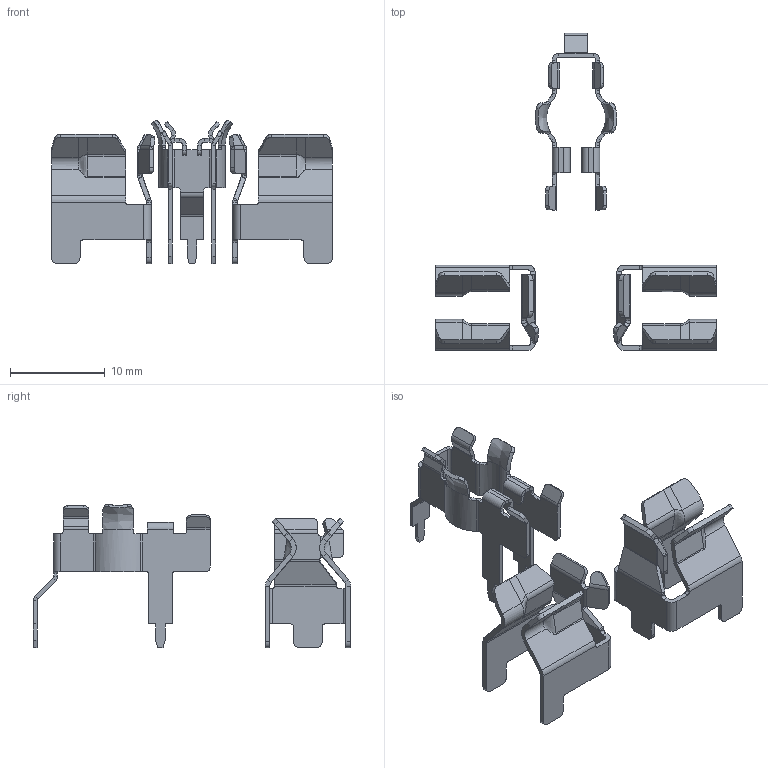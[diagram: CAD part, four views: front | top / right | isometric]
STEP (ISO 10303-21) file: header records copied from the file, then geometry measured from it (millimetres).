
FILE_DESCRIPTION (( 'STEP AP214' ), '1' );
FILE_NAME ('WSO-RM.V01_Copper Contact Full.STEP', '2018-12-21T08:58:09', ( '' ), ( '' ), 'SwSTEP 2.0', 'SolidWorks 2018', '' );
FILE_SCHEMA (( 'AUTOMOTIVE_DESIGN' ));
Length unit declared in the file: millimetre
Products named in the file (4): WSO-RM.V01_Copper Contact 02; WSO-RM.V01_Copper Contact Right; WSO-RM.V01_Copper Contact Full; WSO-RM.V01_Copper Contact Left
Assembly tree (3 placements, depth 2):
  WSO-RM.V01_Copper Contact Full
    WSO-RM.V01_Copper Contact 02
    WSO-RM.V01_Copper Contact Left
    WSO-RM.V01_Copper Contact Right
Bounding box: 29.6 x 33.42 x 15.11 mm (x, y, z)
Volume: 415.9 mm3; surface area: 1973.7 mm2
Topology: 3 solids, 3 shells, 592 faces, 1426 edges, 840 vertices
Faces by surface type: plane 356, cylinder 200, bspline 36
Entity records: 18855 total; most frequent: CARTESIAN_POINT 5161, ORIENTED_EDGE 2852, DIRECTION 2790, EDGE_CURVE 1426, AXIS2_PLACEMENT_3D 940, LINE 910, VECTOR 910, VERTEX_POINT 840
